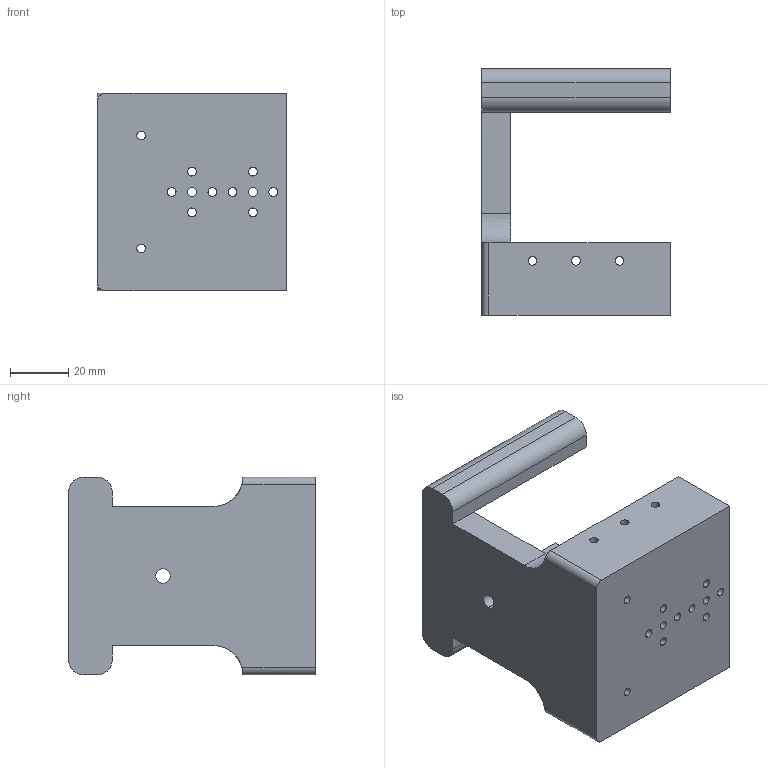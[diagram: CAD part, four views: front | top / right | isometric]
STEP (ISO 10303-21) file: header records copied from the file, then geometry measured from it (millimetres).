
FILE_DESCRIPTION (( 'STEP AP214' ), '1' );
FILE_NAME ('cagemodified.STEP', '2023-12-10T18:39:01', ( '' ), ( '' ), 'SwSTEP 2.0', 'SolidWorks 2022', '' );
FILE_SCHEMA (( 'AUTOMOTIVE_DESIGN' ));
Length unit declared in the file: millimetre
Products named in the file (1): cagemodified
Bounding box: 65 x 85 x 68 mm (x, y, z)
Volume: 103316 mm3; surface area: 31779.8 mm2
Topology: 1 solids, 1 shells, 84 faces, 230 edges, 152 vertices
Faces by surface type: cylinder 54, plane 30
Entity records: 2846 total; most frequent: DIRECTION 504, CARTESIAN_POINT 499, ORIENTED_EDGE 460, EDGE_CURVE 230, AXIS2_PLACEMENT_3D 191, VERTEX_POINT 152, EDGE_LOOP 126, VECTOR 122
